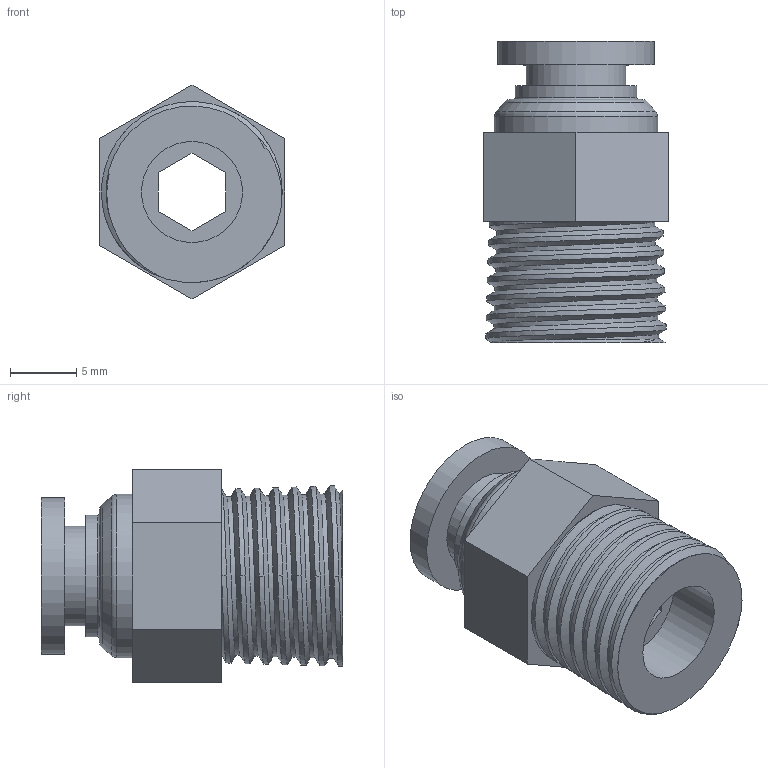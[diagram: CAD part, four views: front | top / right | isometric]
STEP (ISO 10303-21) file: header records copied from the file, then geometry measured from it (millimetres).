
FILE_DESCRIPTION(/* description */ (''),/* implementation_level */ '2;1');
FILE_NAME(/* name */ 'Push-To-Connect Connector 1-4 MNPT x 6mm v21.step',/* time_stamp */ '2021-01-04T13:48:19-05:00',/* author */ (''),/* organization */ (''),/* preprocessor_version */ 'ST-DEVELOPER v18.1',/* originating_system */ 'Autodesk Translation Framework v9.7.1.1290',/* authorisation */ '');
FILE_SCHEMA (('AUTOMOTIVE_DESIGN { 1 0 10303 214 3 1 1 }'));
Length unit declared in the file: inch
Products named in the file (5): Push-To-Connect Connector 1/4 MNPT x 6mm; Push-To-Connect Connector 1/4 MNPT x 6mm_1; 44605K172; Push-To-Connect Connector 1/4 MNPT x 6mm Push Connector; Push-To-Connect Connector 1/4 MNPT x 6mm Push Connector_1
Assembly tree (4 placements, depth 3):
  Push-To-Connect Connector 1/4 MNPT x 6mm
    Push-To-Connect Connector 1/4 MNPT x 6mm_1
      44605K172
    Push-To-Connect Connector 1/4 MNPT x 6mm Push Connector
      Push-To-Connect Connector 1/4 MNPT x 6mm Push Connector_1
Bounding box: 13.97 x 22.73 x 16.13 mm (x, y, z)
Volume: 2198.7 mm3; surface area: 2245 mm2
Topology: 2 solids, 2 shells, 48 faces, 106 edges, 69 vertices
Faces by surface type: plane 23, cone 11, cylinder 8, torus 3, bspline 3
Full cylindrical faces by diameter (mm): 6 x1, 7.524 x1, 7.62 x1, 7.671 x1, 9.195 x1, 10.797 x1, 11.842 x1, 12.321 x1
Entity records: 5955 total; most frequent: CARTESIAN_POINT 4774, DIRECTION 217, ORIENTED_EDGE 212, EDGE_CURVE 106, AXIS2_PLACEMENT_3D 82, VERTEX_POINT 69, EDGE_LOOP 59, LINE 53
